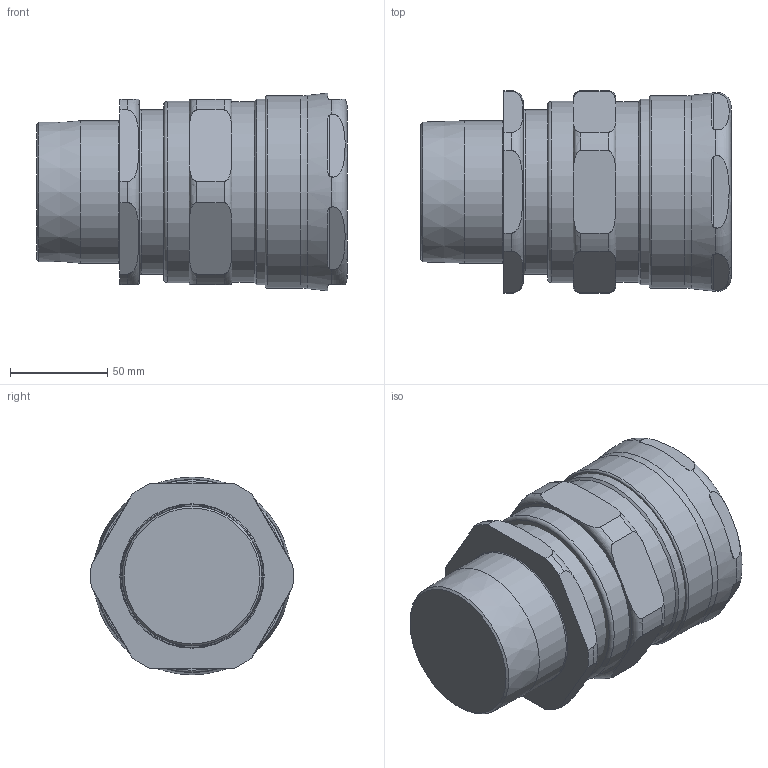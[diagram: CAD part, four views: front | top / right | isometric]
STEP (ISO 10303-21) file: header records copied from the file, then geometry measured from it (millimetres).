
FILE_DESCRIPTION(/* description */ (''),/* implementation_level */ '2;1');
FILE_NAME(/* name */ '153 RAC L F_2_1_2_NPT.stp',/* time_stamp */ '2021-05-09T22:46:30+05:00',/* author */ ('vinaykumark'),/* organization */ (''),/* preprocessor_version */ 'ST-DEVELOPER v18',/* originating_system */ 'Autodesk Inventor 2020',/* authorisation */ '');
FILE_SCHEMA (('AUTOMOTIVE_DESIGN { 1 0 10303 214 3 1 1 }'));
Length unit declared in the file: inch
Products named in the file (1): 153 RAC L F_2_1_2_NPT
Bounding box: 159.13 x 103.94 x 101.43 mm (x, y, z)
Volume: 1434735.2 mm3; surface area: 202628.4 mm2
Topology: 10 solids, 10 shells, 819 faces, 2306 edges, 1511 vertices
Faces by surface type: plane 264, torus 235, cone 162, cylinder 158
Full cylindrical faces by diameter (mm): 68.3 x1, 73.03 x1, 77.55 x1, 78 x1, 78.25 x2, 83 x1, 83.4 x1, 84.1 x3, 84.4 x1, 85 x1, 87.312 x1, 92.52 x1, 92.7 x1, 93 x2, 95 x1, 98.8 x1
Entity records: 31877 total; most frequent: CARTESIAN_POINT 10654, ORIENTED_EDGE 4612, DIRECTION 4134, EDGE_CURVE 2306, AXIS2_PLACEMENT_3D 1757, VERTEX_POINT 1511, CIRCLE 921, STYLED_ITEM 828
